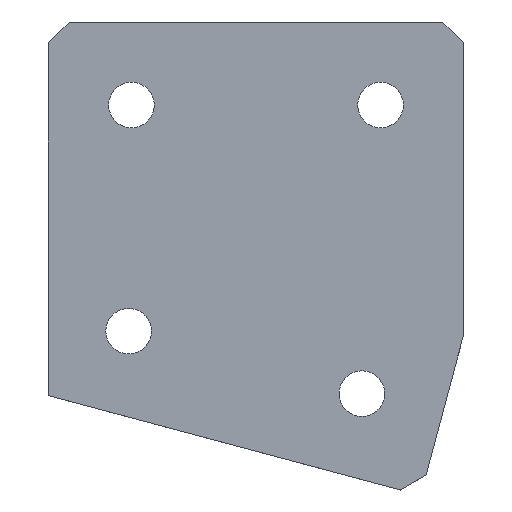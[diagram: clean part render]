
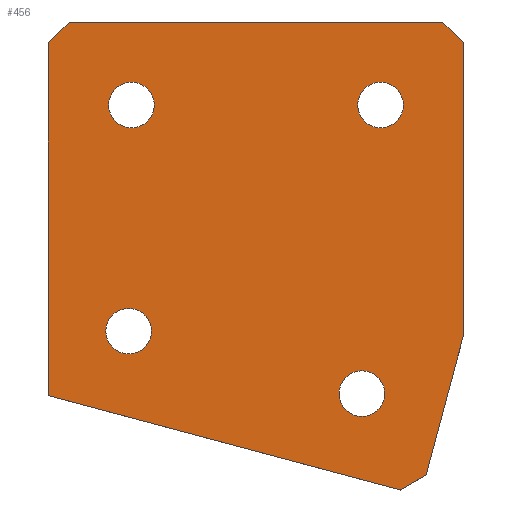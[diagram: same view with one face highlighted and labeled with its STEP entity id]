
A CAD part, top view. The second image highlights one B-rep face of the part: STEP entity #456.
In plain terms, the highlighted planar face has unit normal (0, 0, 1).
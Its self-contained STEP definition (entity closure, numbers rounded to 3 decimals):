
#4 = VERTEX_POINT ( 'NONE', #436 ) ;
#8 = CARTESIAN_POINT ( 'NONE',  ( 9.659, -37.235, 0. ) ) ;
#10 = ORIENTED_EDGE ( 'NONE', *, *, #270, .T. ) ;
#12 = DIRECTION ( 'NONE',  ( 0., 1., 0. ) ) ;
#13 = EDGE_LOOP ( 'NONE', ( #216, #166, #108, #252, #376, #132, #258, #585 ) ) ;
#17 = VECTOR ( 'NONE', #90, 1000. ) ;
#40 = VERTEX_POINT ( 'NONE', #299 ) ;
#41 = CARTESIAN_POINT ( 'NONE',  ( 37.753, -44.763, 0. ) ) ;
#45 = VECTOR ( 'NONE', #627, 1000. ) ;
#47 = CARTESIAN_POINT ( 'NONE',  ( 44.824, -57.01, 0. ) ) ;
#49 = VERTEX_POINT ( 'NONE', #97 ) ;
#52 = CARTESIAN_POINT ( 'NONE',  ( 0., -2.5, 0. ) ) ;
#56 = CARTESIAN_POINT ( 'NONE',  ( 45.471, -54.596, 0. ) ) ;
#63 = EDGE_CURVE ( 'NONE', #101, #113, #529, .T. ) ;
#77 = VERTEX_POINT ( 'NONE', #52 ) ;
#78 = CARTESIAN_POINT ( 'NONE',  ( 10., -10., 0. ) ) ;
#80 = CIRCLE ( 'NONE', #438, 2.75 ) ;
#82 = FACE_BOUND ( 'NONE', #568, .T. ) ;
#87 = CARTESIAN_POINT ( 'NONE',  ( 37.753, -44.763, 0. ) ) ;
#90 = DIRECTION ( 'NONE',  ( -0.707, -0.707, 0. ) ) ;
#95 = ORIENTED_EDGE ( 'NONE', *, *, #460, .T. ) ;
#97 = CARTESIAN_POINT ( 'NONE',  ( 10., -7.25, 0. ) ) ;
#99 = AXIS2_PLACEMENT_3D ( 'NONE', #414, #468, #459 ) ;
#101 = VERTEX_POINT ( 'NONE', #149 ) ;
#105 = VERTEX_POINT ( 'NONE', #350 ) ;
#106 = DIRECTION ( 'NONE',  ( 0., 0., -1. ) ) ;
#108 = ORIENTED_EDGE ( 'NONE', *, *, #111, .F. ) ;
#111 = EDGE_CURVE ( 'NONE', #319, #113, #541, .T. ) ;
#113 = VERTEX_POINT ( 'NONE', #56 ) ;
#117 = VECTOR ( 'NONE', #489, 1000. ) ;
#120 = ORIENTED_EDGE ( 'NONE', *, *, #400, .T. ) ;
#124 = VERTEX_POINT ( 'NONE', #351 ) ;
#130 = CIRCLE ( 'NONE', #488, 2.75 ) ;
#132 = ORIENTED_EDGE ( 'NONE', *, *, #451, .F. ) ;
#142 = LINE ( 'NONE', #291, #45 ) ;
#147 = LINE ( 'NONE', #385, #397 ) ;
#149 = CARTESIAN_POINT ( 'NONE',  ( 42.409, -56.363, 0. ) ) ;
#150 = EDGE_CURVE ( 'NONE', #124, #105, #173, .T. ) ;
#156 = EDGE_CURVE ( 'NONE', #373, #40, #272, .T. ) ;
#166 = ORIENTED_EDGE ( 'NONE', *, *, #63, .T. ) ;
#170 = DIRECTION ( 'NONE',  ( 0., 0., -1. ) ) ;
#172 = DIRECTION ( 'NONE',  ( 0., -1., 0. ) ) ;
#173 = CIRCLE ( 'NONE', #365, 2.75 ) ;
#175 = FACE_BOUND ( 'NONE', #408, .T. ) ;
#182 = DIRECTION ( 'NONE',  ( -0.707, 0.707, 0. ) ) ;
#186 = AXIS2_PLACEMENT_3D ( 'NONE', #417, #273, #560 ) ;
#187 = ORIENTED_EDGE ( 'NONE', *, *, #538, .T. ) ;
#208 = ORIENTED_EDGE ( 'NONE', *, *, #527, .T. ) ;
#211 = DIRECTION ( 'NONE',  ( 0., 1., 0. ) ) ;
#215 = DIRECTION ( 'NONE',  ( 0., 0., -1. ) ) ;
#216 = ORIENTED_EDGE ( 'NONE', *, *, #630, .F. ) ;
#220 = PLANE ( 'NONE',  #629 ) ;
#224 = DIRECTION ( 'NONE',  ( 1., 0., 0. ) ) ;
#227 = CARTESIAN_POINT ( 'NONE',  ( 0., 0., 0. ) ) ;
#228 = CARTESIAN_POINT ( 'NONE',  ( 23.75, 23.75, 0. ) ) ;
#231 = CARTESIAN_POINT ( 'NONE',  ( 0., -45., 0. ) ) ;
#242 = EDGE_CURVE ( 'NONE', #40, #373, #478, .T. ) ;
#244 = VECTOR ( 'NONE', #566, 1000. ) ;
#252 = ORIENTED_EDGE ( 'NONE', *, *, #311, .F. ) ;
#255 = EDGE_CURVE ( 'NONE', #355, #4, #607, .T. ) ;
#258 = ORIENTED_EDGE ( 'NONE', *, *, #389, .T. ) ;
#261 = AXIS2_PLACEMENT_3D ( 'NONE', #87, #334, #619 ) ;
#270 = EDGE_CURVE ( 'NONE', #105, #124, #390, .T. ) ;
#272 = CIRCLE ( 'NONE', #337, 2.75 ) ;
#273 = DIRECTION ( 'NONE',  ( 0., 0., -1. ) ) ;
#291 = CARTESIAN_POINT ( 'NONE',  ( 0., 0., 0. ) ) ;
#293 = VERTEX_POINT ( 'NONE', #457 ) ;
#299 = CARTESIAN_POINT ( 'NONE',  ( 9.659, -34.485, 0. ) ) ;
#310 = ORIENTED_EDGE ( 'NONE', *, *, #156, .T. ) ;
#311 = EDGE_CURVE ( 'NONE', #355, #319, #425, .T. ) ;
#314 = VECTOR ( 'NONE', #172, 1000. ) ;
#315 = CARTESIAN_POINT ( 'NONE',  ( 9.659, -39.985, 0. ) ) ;
#316 = EDGE_LOOP ( 'NONE', ( #95, #187 ) ) ;
#319 = VERTEX_POINT ( 'NONE', #564 ) ;
#333 = LINE ( 'NONE', #227, #244 ) ;
#334 = DIRECTION ( 'NONE',  ( 0., 0., -1. ) ) ;
#337 = AXIS2_PLACEMENT_3D ( 'NONE', #358, #215, #211 ) ;
#343 = LINE ( 'NONE', #383, #17 ) ;
#347 = VERTEX_POINT ( 'NONE', #231 ) ;
#349 = CIRCLE ( 'NONE', #261, 2.75 ) ;
#350 = CARTESIAN_POINT ( 'NONE',  ( 40., -12.75, 0. ) ) ;
#351 = CARTESIAN_POINT ( 'NONE',  ( 40., -7.25, 0. ) ) ;
#354 = DIRECTION ( 'NONE',  ( 0., 0., -1. ) ) ;
#355 = VERTEX_POINT ( 'NONE', #614 ) ;
#358 = CARTESIAN_POINT ( 'NONE',  ( 9.659, -37.235, 0. ) ) ;
#365 = AXIS2_PLACEMENT_3D ( 'NONE', #543, #106, #12 ) ;
#366 = DIRECTION ( 'NONE',  ( 0., 1., 0. ) ) ;
#370 = CARTESIAN_POINT ( 'NONE',  ( 0., 0., 0. ) ) ;
#373 = VERTEX_POINT ( 'NONE', #315 ) ;
#374 = FACE_BOUND ( 'NONE', #605, .T. ) ;
#376 = ORIENTED_EDGE ( 'NONE', *, *, #255, .T. ) ;
#383 = CARTESIAN_POINT ( 'NONE',  ( 1.25, -1.25, 0. ) ) ;
#385 = CARTESIAN_POINT ( 'NONE',  ( 0., -45., 0. ) ) ;
#389 = EDGE_CURVE ( 'NONE', #502, #77, #343, .T. ) ;
#390 = CIRCLE ( 'NONE', #99, 2.75 ) ;
#391 = CARTESIAN_POINT ( 'NONE',  ( 37.753, -47.513, 0. ) ) ;
#397 = VECTOR ( 'NONE', #485, 1000. ) ;
#400 = EDGE_CURVE ( 'NONE', #293, #453, #349, .T. ) ;
#408 = EDGE_LOOP ( 'NONE', ( #120, #208 ) ) ;
#413 = FACE_OUTER_BOUND ( 'NONE', #13, .T. ) ;
#414 = CARTESIAN_POINT ( 'NONE',  ( 40., -10., 0. ) ) ;
#415 = VERTEX_POINT ( 'NONE', #481 ) ;
#417 = CARTESIAN_POINT ( 'NONE',  ( 10., -10., 0. ) ) ;
#425 = LINE ( 'NONE', #513, #314 ) ;
#436 = CARTESIAN_POINT ( 'NONE',  ( 47.5, 0., 0. ) ) ;
#438 = AXIS2_PLACEMENT_3D ( 'NONE', #78, #609, #606 ) ;
#451 = EDGE_CURVE ( 'NONE', #502, #4, #142, .T. ) ;
#453 = VERTEX_POINT ( 'NONE', #391 ) ;
#456 = ADVANCED_FACE ( 'NONE', ( #522, #82, #374, #175, #413 ), #220, .T. ) ;
#457 = CARTESIAN_POINT ( 'NONE',  ( 37.753, -42.013, 0. ) ) ;
#459 = DIRECTION ( 'NONE',  ( 0., 1., 0. ) ) ;
#460 = EDGE_CURVE ( 'NONE', #49, #415, #80, .T. ) ;
#468 = DIRECTION ( 'NONE',  ( 0., 0., -1. ) ) ;
#471 = CARTESIAN_POINT ( 'NONE',  ( 2.5, 0., 0. ) ) ;
#478 = CIRCLE ( 'NONE', #540, 2.75 ) ;
#480 = DIRECTION ( 'NONE',  ( -0.259, -0.966, 0. ) ) ;
#481 = CARTESIAN_POINT ( 'NONE',  ( 10., -12.75, 0. ) ) ;
#484 = CARTESIAN_POINT ( 'NONE',  ( 35.008, -60.636, 0. ) ) ;
#485 = DIRECTION ( 'NONE',  ( -0.966, 0.259, 0. ) ) ;
#486 = EDGE_CURVE ( 'NONE', #347, #77, #333, .T. ) ;
#488 = AXIS2_PLACEMENT_3D ( 'NONE', #41, #170, #366 ) ;
#489 = DIRECTION ( 'NONE',  ( 0.866, 0.5, 0. ) ) ;
#497 = VECTOR ( 'NONE', #182, 1000. ) ;
#502 = VERTEX_POINT ( 'NONE', #471 ) ;
#504 = ORIENTED_EDGE ( 'NONE', *, *, #150, .T. ) ;
#512 = DIRECTION ( 'NONE',  ( 0., 0., 1. ) ) ;
#513 = CARTESIAN_POINT ( 'NONE',  ( 50., 0., 0. ) ) ;
#522 = FACE_BOUND ( 'NONE', #316, .T. ) ;
#527 = EDGE_CURVE ( 'NONE', #453, #293, #130, .T. ) ;
#529 = LINE ( 'NONE', #484, #117 ) ;
#538 = EDGE_CURVE ( 'NONE', #415, #49, #569, .T. ) ;
#540 = AXIS2_PLACEMENT_3D ( 'NONE', #8, #354, #546 ) ;
#541 = LINE ( 'NONE', #47, #556 ) ;
#542 = ORIENTED_EDGE ( 'NONE', *, *, #242, .T. ) ;
#543 = CARTESIAN_POINT ( 'NONE',  ( 40., -10., 0. ) ) ;
#546 = DIRECTION ( 'NONE',  ( 0., 1., 0. ) ) ;
#556 = VECTOR ( 'NONE', #480, 1000. ) ;
#560 = DIRECTION ( 'NONE',  ( 0., 1., 0. ) ) ;
#564 = CARTESIAN_POINT ( 'NONE',  ( 50., -37.692, 0. ) ) ;
#566 = DIRECTION ( 'NONE',  ( 0., 1., 0. ) ) ;
#568 = EDGE_LOOP ( 'NONE', ( #504, #10 ) ) ;
#569 = CIRCLE ( 'NONE', #186, 2.75 ) ;
#585 = ORIENTED_EDGE ( 'NONE', *, *, #486, .F. ) ;
#605 = EDGE_LOOP ( 'NONE', ( #542, #310 ) ) ;
#606 = DIRECTION ( 'NONE',  ( 0., 1., 0. ) ) ;
#607 = LINE ( 'NONE', #228, #497 ) ;
#609 = DIRECTION ( 'NONE',  ( 0., 0., -1. ) ) ;
#614 = CARTESIAN_POINT ( 'NONE',  ( 50., -2.5, 0. ) ) ;
#619 = DIRECTION ( 'NONE',  ( 0., 1., 0. ) ) ;
#627 = DIRECTION ( 'NONE',  ( 1., 0., 0. ) ) ;
#629 = AXIS2_PLACEMENT_3D ( 'NONE', #370, #512, #224 ) ;
#630 = EDGE_CURVE ( 'NONE', #101, #347, #147, .T. ) ;
